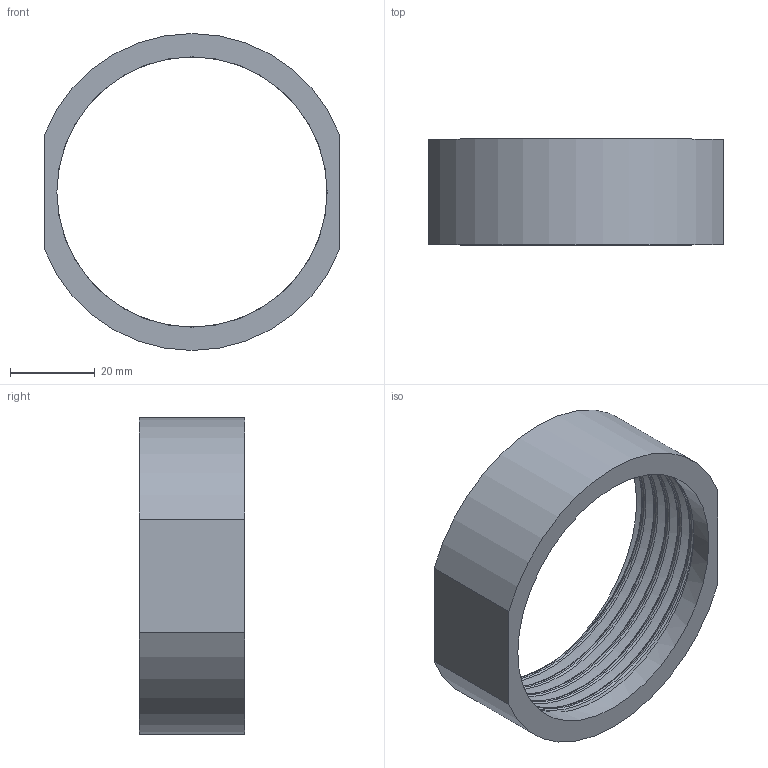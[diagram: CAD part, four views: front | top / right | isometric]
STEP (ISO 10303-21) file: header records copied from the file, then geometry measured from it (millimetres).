
FILE_DESCRIPTION(/* description */ (''),/* implementation_level */ '2;1');
FILE_NAME(/* name */ 'CasingTest v1.step',/* time_stamp */ '2023-09-28T22:45:14-04:00',/* author */ (''),/* organization */ (''),/* preprocessor_version */ 'ST-DEVELOPER v20',/* originating_system */ 'Autodesk Translation Framework v12.14.0.127',/* authorisation */ '');
FILE_SCHEMA (('AUTOMOTIVE_DESIGN { 1 0 10303 214 3 1 1 }'));
Length unit declared in the file: millimetre
Products named in the file (1): CasingTest
Bounding box: 70 x 25 x 75 mm (x, y, z)
Volume: 24075 mm3; surface area: 15806.3 mm2
Topology: 1 solids, 1 shells, 23 faces, 63 edges, 42 vertices
Faces by surface type: cylinder 14, plane 5, bspline 4
Full cylindrical faces by diameter (mm): 63.97 x5, 68.446 x4
Entity records: 2935 total; most frequent: CARTESIAN_POINT 2380, ORIENTED_EDGE 126, DIRECTION 79, EDGE_CURVE 63, VERTEX_POINT 42, B_SPLINE_CURVE_WITH_KNOTS 34, AXIS2_PLACEMENT_3D 30, EDGE_LOOP 25
